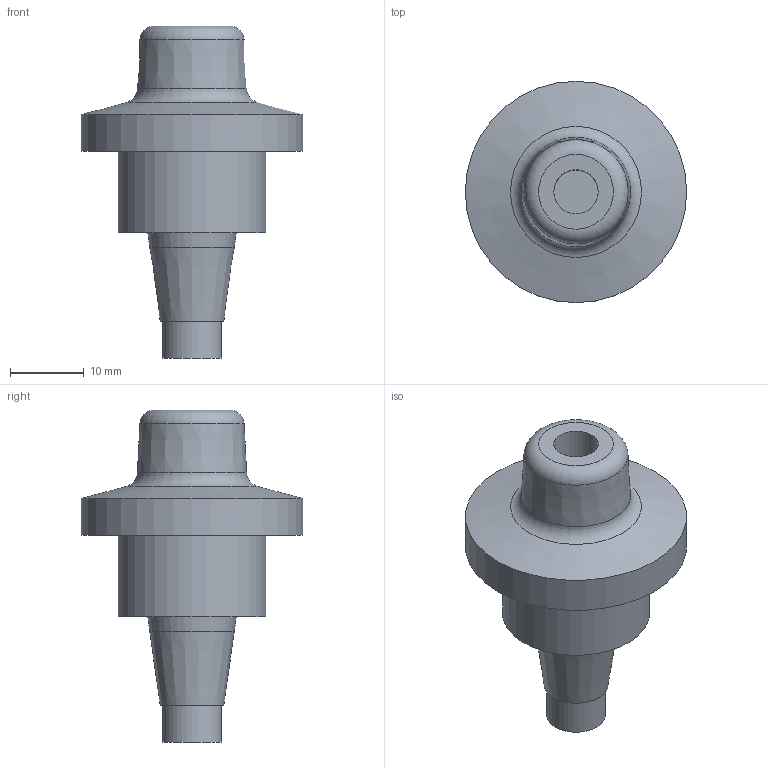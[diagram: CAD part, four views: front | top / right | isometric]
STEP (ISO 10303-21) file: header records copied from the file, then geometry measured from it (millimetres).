
FILE_DESCRIPTION(/* description */ (''),/* implementation_level */ '2;1');
FILE_NAME(/* name */ '836616_stp.stp',/* time_stamp */ '2017-05-05T07:35:52+02:00',/* author */ (''),/* organization */ (''),/* preprocessor_version */ 'ST-DEVELOPER v15',/* originating_system */ 'SIEMENS PLM Software NX 9.0',/* authorisation */ '');
FILE_SCHEMA (('AUTOMOTIVE_DESIGN { 1 0 10303 214 3 1 1 1 }'));
Length unit declared in the file: millimetre
Products named in the file (1): reic1D6440F2grie
Bounding box: 30 x 30 x 45 mm (x, y, z)
Volume: 9915.4 mm3; surface area: 3961.3 mm2
Topology: 1 solids, 1 shells, 18 faces, 33 edges, 21 vertices
Faces by surface type: plane 6, torus 4, cylinder 4, cone 4
Full cylindrical faces by diameter (mm): 6 x1, 8 x1, 20 x1, 30 x1
Entity records: 386 total; most frequent: DIRECTION 72, CARTESIAN_POINT 53, AXIS2_PLACEMENT_3D 36, EDGE_LOOP 34, ORIENTED_EDGE 34, FACE_BOUND 32, ADVANCED_FACE 18, VERTEX_POINT 17
